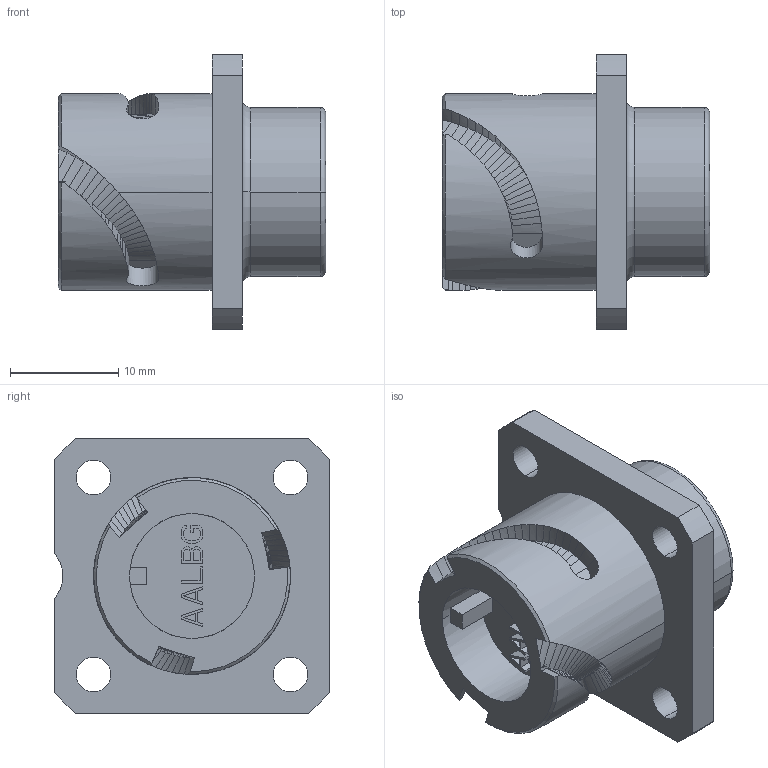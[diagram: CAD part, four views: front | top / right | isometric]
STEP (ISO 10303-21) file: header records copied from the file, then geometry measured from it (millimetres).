
FILE_DESCRIPTION((''),'2;1');
FILE_NAME('VG95234A-10_SW0001','2023-02-02T14:45:42',('paultorloting'),('NET AG system integration'),'CREO PARAMETRIC BY PTC INC, 2021404','CREO PARAMETRIC BY PTC INC, 2021404','');
FILE_SCHEMA(('AUTOMOTIVE_DESIGN { 1 0 10303 214 1 1 1 1 }'));
Length unit declared in the file: millimetre
Products named in the file (1): VG95234A-10_SW0001
Bounding box: 24.7 x 25.4 x 25.4 mm (x, y, z)
Volume: 5560.2 mm3; surface area: 3366.3 mm2
Topology: 1 solids, 1 shells, 500 faces, 1290 edges, 814 vertices
Faces by surface type: plane 273, bspline 194, cylinder 24, cone 5, torus 4
Entity records: 19816 total; most frequent: CARTESIAN_POINT 6633, ORIENTED_EDGE 2580, DIRECTION 1692, EDGE_CURVE 1290, VECTOR 935, LINE 935, VERTEX_POINT 814, EDGE_LOOP 530
